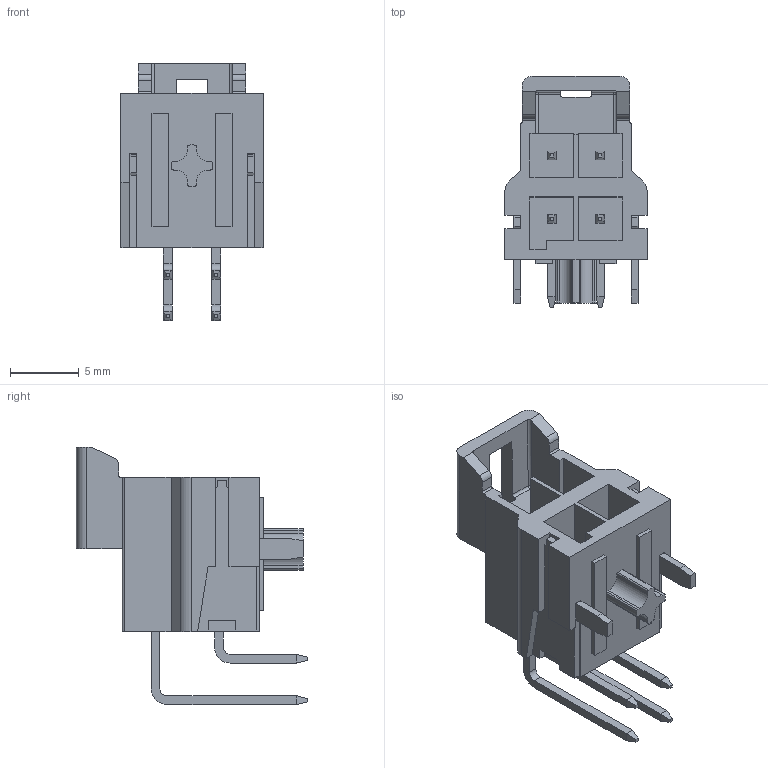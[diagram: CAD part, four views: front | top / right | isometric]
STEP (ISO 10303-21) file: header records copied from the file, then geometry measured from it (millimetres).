
FILE_DESCRIPTION((''),'2;1');
FILE_NAME('1723163304','2020-01-16T',('gga'),(''),'PRO/ENGINEER BY PARAMETRIC TECHNOLOGY CORPORATION, 2016010','PRO/ENGINEER BY PARAMETRIC TECHNOLOGY CORPORATION, 2016010','');
FILE_SCHEMA(('CONFIG_CONTROL_DESIGN'));
Length unit declared in the file: millimetre
Products named in the file (1): 1723163304
Bounding box: 10.3 x 16.76 x 18.63 mm (x, y, z)
Volume: 776.2 mm3; surface area: 1544.8 mm2
Topology: 1 solids, 1 shells, 326 faces, 908 edges, 596 vertices
Faces by surface type: plane 252, cylinder 72, sphere 2
Entity records: 10366 total; most frequent: CARTESIAN_POINT 1829, ORIENTED_EDGE 1788, DIRECTION 1716, EDGE_CURVE 894, VECTOR 746, LINE 746, VERTEX_POINT 582, AXIS2_PLACEMENT_3D 485
